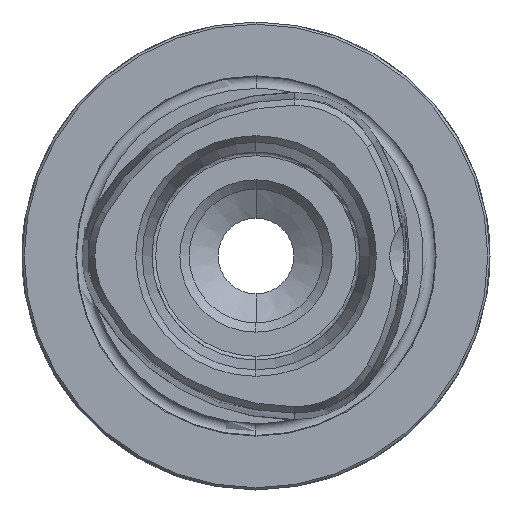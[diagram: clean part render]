
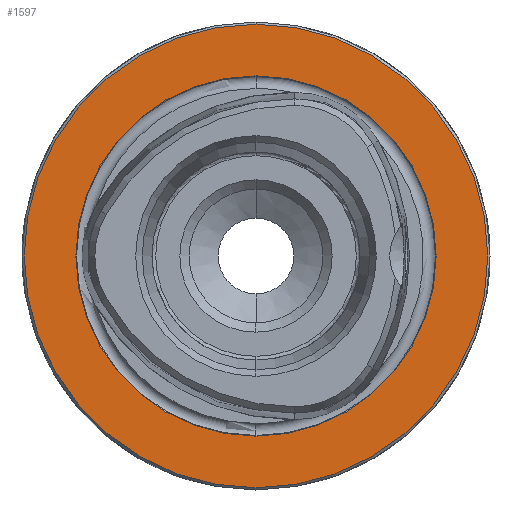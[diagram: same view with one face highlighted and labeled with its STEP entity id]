
A CAD part, left-side view. The second image highlights one B-rep face of the part: STEP entity #1597.
In plain terms, the highlighted planar face has unit normal (-1, 0, 0).
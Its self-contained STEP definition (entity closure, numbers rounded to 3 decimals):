
#81 = CIRCLE ( 'NONE', #3355, 31.2 ) ;
#187 = AXIS2_PLACEMENT_3D ( 'NONE', #3904, #1688, #545 ) ;
#321 = EDGE_LOOP ( 'NONE', ( #382, #4547 ) ) ;
#354 = DIRECTION ( 'NONE',  ( -1., 0., 0. ) ) ;
#362 = AXIS2_PLACEMENT_3D ( 'NONE', #2390, #3572, #2029 ) ;
#382 = ORIENTED_EDGE ( 'NONE', *, *, #1204, .T. ) ;
#545 = DIRECTION ( 'NONE',  ( 0., 0., 1. ) ) ;
#603 = ORIENTED_EDGE ( 'NONE', *, *, #4168, .F. ) ;
#620 = CARTESIAN_POINT ( 'NONE',  ( 0., 0., 24.25 ) ) ;
#932 = PLANE ( 'NONE',  #362 ) ;
#958 = CARTESIAN_POINT ( 'NONE',  ( 0., 0., -31.2 ) ) ;
#1204 = EDGE_CURVE ( 'NONE', #3442, #2967, #81, .T. ) ;
#1597 = ADVANCED_FACE ( 'NONE', ( #3498, #3523 ), #932, .F. ) ;
#1688 = DIRECTION ( 'NONE',  ( -1., 0., 0. ) ) ;
#1953 = EDGE_CURVE ( 'NONE', #4243, #2531, #3290, .T. ) ;
#2011 = CARTESIAN_POINT ( 'NONE',  ( 0., 0., 0. ) ) ;
#2029 = DIRECTION ( 'NONE',  ( 0., 0., -1. ) ) ;
#2119 = AXIS2_PLACEMENT_3D ( 'NONE', #3996, #4697, #2445 ) ;
#2196 = CARTESIAN_POINT ( 'NONE',  ( 0., 0., 31.2 ) ) ;
#2390 = CARTESIAN_POINT ( 'NONE',  ( 0., 24.25, 0. ) ) ;
#2445 = DIRECTION ( 'NONE',  ( 0., 0., 1. ) ) ;
#2448 = EDGE_CURVE ( 'NONE', #2967, #3442, #4251, .T. ) ;
#2531 = VERTEX_POINT ( 'NONE', #3652 ) ;
#2738 = EDGE_LOOP ( 'NONE', ( #4074, #603 ) ) ;
#2967 = VERTEX_POINT ( 'NONE', #2196 ) ;
#3091 = DIRECTION ( 'NONE',  ( -1., 0., 0. ) ) ;
#3290 = CIRCLE ( 'NONE', #3679, 24.25 ) ;
#3355 = AXIS2_PLACEMENT_3D ( 'NONE', #3859, #3091, #4583 ) ;
#3374 = DIRECTION ( 'NONE',  ( 0., 0., 1. ) ) ;
#3442 = VERTEX_POINT ( 'NONE', #958 ) ;
#3498 = FACE_BOUND ( 'NONE', #2738, .T. ) ;
#3523 = FACE_OUTER_BOUND ( 'NONE', #321, .T. ) ;
#3572 = DIRECTION ( 'NONE',  ( 1., 0., 0. ) ) ;
#3652 = CARTESIAN_POINT ( 'NONE',  ( 0., 0., -24.25 ) ) ;
#3679 = AXIS2_PLACEMENT_3D ( 'NONE', #2011, #354, #3374 ) ;
#3859 = CARTESIAN_POINT ( 'NONE',  ( 0., 0., 0. ) ) ;
#3904 = CARTESIAN_POINT ( 'NONE',  ( 0., 0., 0. ) ) ;
#3925 = CIRCLE ( 'NONE', #187, 24.25 ) ;
#3996 = CARTESIAN_POINT ( 'NONE',  ( 0., 0., 0. ) ) ;
#4074 = ORIENTED_EDGE ( 'NONE', *, *, #1953, .F. ) ;
#4168 = EDGE_CURVE ( 'NONE', #2531, #4243, #3925, .T. ) ;
#4243 = VERTEX_POINT ( 'NONE', #620 ) ;
#4251 = CIRCLE ( 'NONE', #2119, 31.2 ) ;
#4547 = ORIENTED_EDGE ( 'NONE', *, *, #2448, .T. ) ;
#4583 = DIRECTION ( 'NONE',  ( 0., 0., 1. ) ) ;
#4697 = DIRECTION ( 'NONE',  ( -1., 0., 0. ) ) ;
